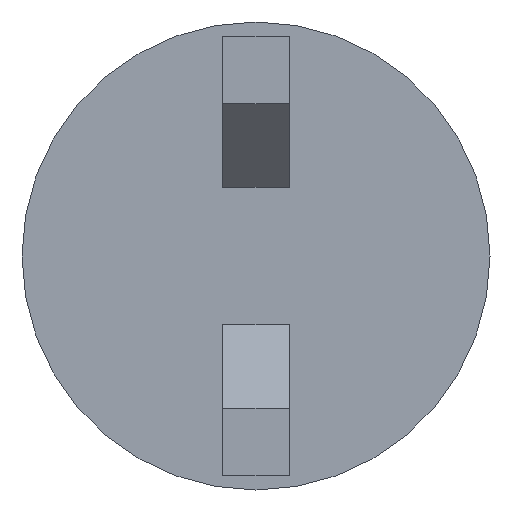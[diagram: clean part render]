
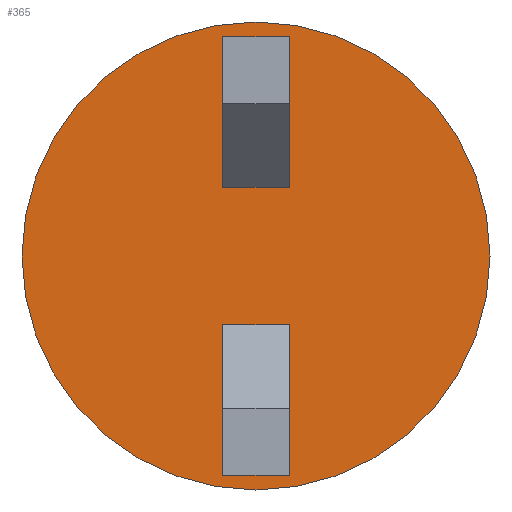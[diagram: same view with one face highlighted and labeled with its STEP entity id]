
A CAD part, front view. The second image highlights one B-rep face of the part: STEP entity #365.
In plain terms, the highlighted planar face has unit normal (0, -1, 0).
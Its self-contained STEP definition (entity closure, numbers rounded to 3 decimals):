
#20=FACE_BOUND('',#72,.T.);
#21=FACE_BOUND('',#73,.T.);
#25=CIRCLE('',#409,1.6);
#47=FACE_OUTER_BOUND('',#71,.T.);
#71=EDGE_LOOP('',(#319));
#72=EDGE_LOOP('',(#320,#321,#322,#323));
#73=EDGE_LOOP('',(#324,#325,#326,#327));
#82=LINE('',#524,#124);
#89=LINE('',#538,#131);
#92=LINE('',#543,#134);
#95=LINE('',#549,#137);
#97=LINE('',#555,#139);
#103=LINE('',#567,#145);
#115=LINE('',#590,#157);
#116=LINE('',#592,#158);
#124=VECTOR('',#425,10.);
#131=VECTOR('',#436,10.);
#134=VECTOR('',#441,10.);
#137=VECTOR('',#450,10.);
#139=VECTOR('',#454,10.);
#145=VECTOR('',#462,10.);
#157=VECTOR('',#484,10.);
#158=VECTOR('',#487,10.);
#165=VERTEX_POINT('',#521);
#166=VERTEX_POINT('',#523);
#170=VERTEX_POINT('',#535);
#171=VERTEX_POINT('',#537);
#174=VERTEX_POINT('',#552);
#175=VERTEX_POINT('',#554);
#180=VERTEX_POINT('',#566);
#186=VERTEX_POINT('',#588);
#190=VERTEX_POINT('',#602);
#198=EDGE_CURVE('',#166,#165,#82,.T.);
#205=EDGE_CURVE('',#171,#170,#89,.T.);
#208=EDGE_CURVE('',#170,#166,#92,.T.);
#211=EDGE_CURVE('',#165,#171,#95,.T.);
#213=EDGE_CURVE('',#175,#174,#97,.T.);
#219=EDGE_CURVE('',#180,#175,#103,.T.);
#231=EDGE_CURVE('',#174,#186,#115,.T.);
#232=EDGE_CURVE('',#186,#180,#116,.T.);
#236=EDGE_CURVE('',#190,#190,#25,.T.);
#319=ORIENTED_EDGE('',*,*,#236,.T.);
#320=ORIENTED_EDGE('',*,*,#205,.T.);
#321=ORIENTED_EDGE('',*,*,#208,.T.);
#322=ORIENTED_EDGE('',*,*,#198,.T.);
#323=ORIENTED_EDGE('',*,*,#211,.T.);
#324=ORIENTED_EDGE('',*,*,#213,.T.);
#325=ORIENTED_EDGE('',*,*,#231,.T.);
#326=ORIENTED_EDGE('',*,*,#232,.T.);
#327=ORIENTED_EDGE('',*,*,#219,.T.);
#345=PLANE('',#410);
#365=ADVANCED_FACE('',(#47,#20,#21),#345,.T.);
#409=AXIS2_PLACEMENT_3D('',#603,#500,#501);
#410=AXIS2_PLACEMENT_3D('',#604,#502,#503);
#425=DIRECTION('',(0.,0.,-1.));
#436=DIRECTION('',(0.,0.,1.));
#441=DIRECTION('',(1.,0.,0.));
#450=DIRECTION('',(-1.,0.,0.));
#454=DIRECTION('',(0.,0.,1.));
#462=DIRECTION('',(-1.,0.,0.));
#484=DIRECTION('',(1.,0.,0.));
#487=DIRECTION('',(0.,0.,-1.));
#500=DIRECTION('center_axis',(0.,-1.,0.));
#501=DIRECTION('ref_axis',(1.,0.,0.));
#502=DIRECTION('center_axis',(0.,-1.,0.));
#503=DIRECTION('ref_axis',(0.,0.,-1.));
#521=CARTESIAN_POINT('',(0.229,0.,0.47));
#523=CARTESIAN_POINT('',(0.229,0.,0.927));
#524=CARTESIAN_POINT('',(0.229,0.,0.627));
#535=CARTESIAN_POINT('',(-0.229,0.,0.927));
#537=CARTESIAN_POINT('',(-0.229,0.,0.47));
#538=CARTESIAN_POINT('',(-0.229,0.,0.627));
#543=CARTESIAN_POINT('',(0.,0.,0.927));
#549=CARTESIAN_POINT('',(0.,0.,0.47));
#552=CARTESIAN_POINT('',(-0.229,0.,-0.47));
#554=CARTESIAN_POINT('',(-0.229,0.,-0.927));
#555=CARTESIAN_POINT('',(-0.229,0.,-0.627));
#566=CARTESIAN_POINT('',(0.229,0.,-0.927));
#567=CARTESIAN_POINT('',(0.,0.,-0.927));
#588=CARTESIAN_POINT('',(0.229,0.,-0.47));
#590=CARTESIAN_POINT('',(0.,0.,-0.47));
#592=CARTESIAN_POINT('',(0.229,0.,-0.627));
#602=CARTESIAN_POINT('',(1.6,0.,0.));
#603=CARTESIAN_POINT('Origin',(0.,0.,0.));
#604=CARTESIAN_POINT('Origin',(0.,0.,0.));
